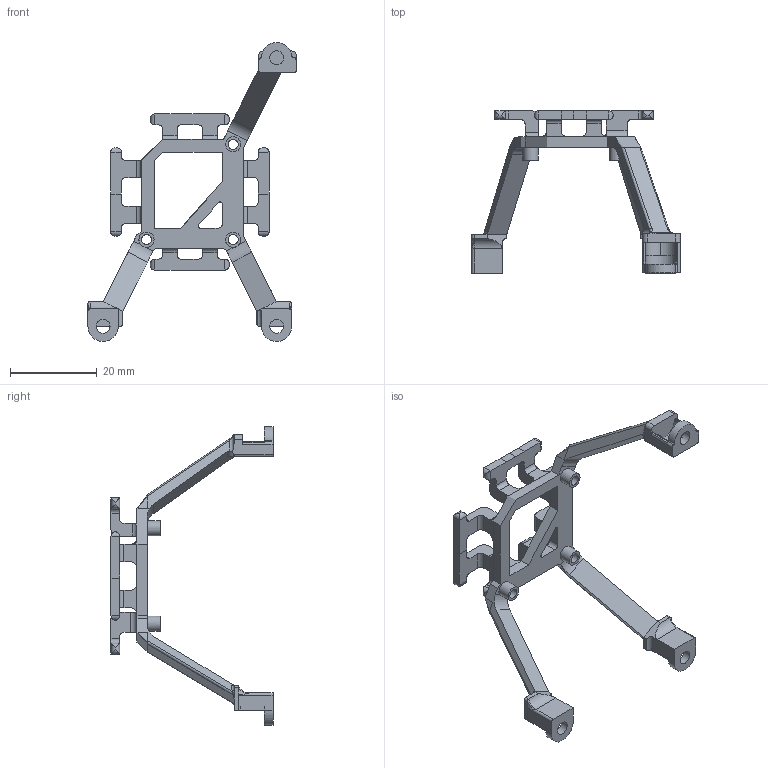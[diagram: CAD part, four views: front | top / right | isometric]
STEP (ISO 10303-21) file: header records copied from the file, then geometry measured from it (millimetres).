
FILE_DESCRIPTION(/* description */ (''),/* implementation_level */ '2;1');
FILE_NAME(/* name */ 'Top_Deck_V6_protective.step',/* time_stamp */ '2025-10-20T01:13:21+08:00',/* author */ (''),/* organization */ (''),/* preprocessor_version */ 'ST-DEVELOPER v20.1',/* originating_system */ 'Autodesk Translation Framework v14.17.0.0',/* authorisation */ '');
FILE_SCHEMA (('AUTOMOTIVE_DESIGN { 1 0 10303 214 3 1 1 }'));
Length unit declared in the file: millimetre
Products named in the file (2): 2025-10-11-21-58-43-800; 2025-10-17-17-09-55-078
Assembly tree (1 placements, depth 2):
  2025-10-11-21-58-43-800
    2025-10-17-17-09-55-078
Bounding box: 48.05 x 37.4 x 68.99 mm (x, y, z)
Volume: 3735.1 mm3; surface area: 5324.5 mm2
Topology: 3 solids, 3 shells, 315 faces, 892 edges, 574 vertices
Faces by surface type: plane 154, cylinder 140, bspline 19, torus 2
Full cylindrical faces by diameter (mm): 2.3 x3, 3.2 x3, 3.5 x3
Entity records: 10915 total; most frequent: CARTESIAN_POINT 2502, ORIENTED_EDGE 1774, DIRECTION 1763, EDGE_CURVE 887, AXIS2_PLACEMENT_3D 593, LINE 577, VECTOR 577, VERTEX_POINT 574
